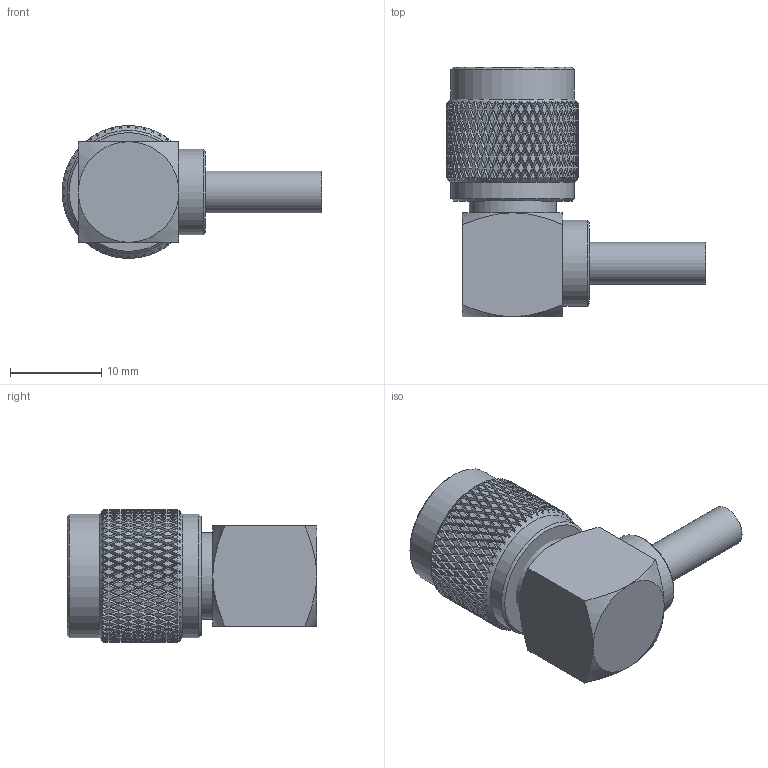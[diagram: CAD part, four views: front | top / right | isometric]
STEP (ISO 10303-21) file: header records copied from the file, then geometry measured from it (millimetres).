
FILE_DESCRIPTION (( 'STEP AP203' ), '1' );
FILE_NAME ('PE45174.step', '2019-12-11T18:01:44', ( '' ), ( '' ), 'SwSTEP 2.0', 'SolidWorks 2018', '' );
FILE_SCHEMA (( 'CONFIG_CONTROL_DESIGN' ));
Products named in the file (1): PE45174
Bounding box: 28.35 x 27.3 x 14.5 mm (x, y, z)
Volume: 3484.9 mm3; surface area: 3171.4 mm2
Topology: 3 solids, 3 shells, 2364 faces, 5018 edges, 2672 vertices
Faces by surface type: bspline 1803, cylinder 491, plane 47, cone 23
Full cylindrical faces by diameter (mm): 1.27 x1, 1.7 x1, 1.905 x1, 2.345 x3, 2.7 x2, 3.55 x1, 4.57 x1, 5.08 x1, 7.569 x1, 9.38 x1, 9.525 x1, 11.112 x6, 13.497 x1, 13.513 x1
Entity records: 90603 total; most frequent: CARTESIAN_POINT 60339, ORIENTED_EDGE 9942, EDGE_CURVE 4971, VERTEX_POINT 2656, EDGE_LOOP 2397, FACE_OUTER_BOUND 2375, ADVANCED_FACE 2358, B_SPLINE_CURVE_WITH_KNOTS 2186
